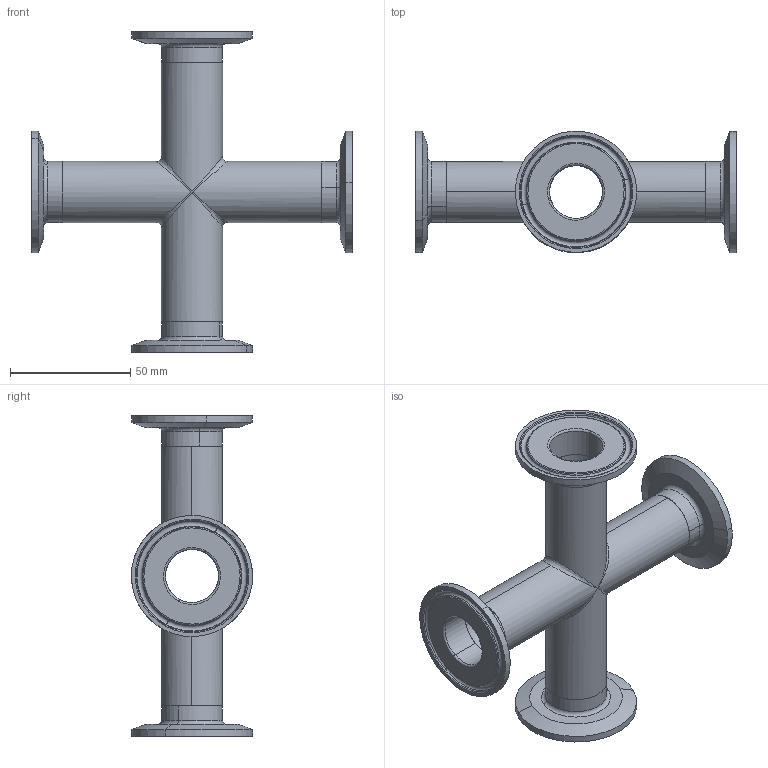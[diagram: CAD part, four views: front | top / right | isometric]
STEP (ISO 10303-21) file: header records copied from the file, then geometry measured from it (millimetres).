
FILE_DESCRIPTION (( 'STEP AP214' ), '1' );
FILE_NAME ('DT18C 25.4 B.STEP', '2014-03-17T05:58:26', ( '' ), ( '' ), 'SwSTEP 2.0', 'SolidWorks 2013', '' );
FILE_SCHEMA (( 'AUTOMOTIVE_DESIGN' ));
Length unit declared in the file: inch
Products named in the file (3): 18C 25.4; DT18C 25.4; DT18C 25.4 B
Assembly tree (5 placements, depth 2):
  DT18C 25.4 B
    DT18C 25.4
    18C 25.4  x4
Bounding box: 133.4 x 50.39 x 133.4 mm (x, y, z)
Volume: 53338.4 mm3; surface area: 49531.4 mm2
Topology: 5 solids, 5 shells, 132 faces, 288 edges, 156 vertices
Faces by surface type: cylinder 40, torus 40, cone 24, plane 20, bspline 8
Entity records: 2384 total; most frequent: CARTESIAN_POINT 1148, DIRECTION 248, ORIENTED_EDGE 232, EDGE_CURVE 116, AXIS2_PLACEMENT_3D 110, VERTEX_POINT 66, EDGE_LOOP 62, CIRCLE 56
